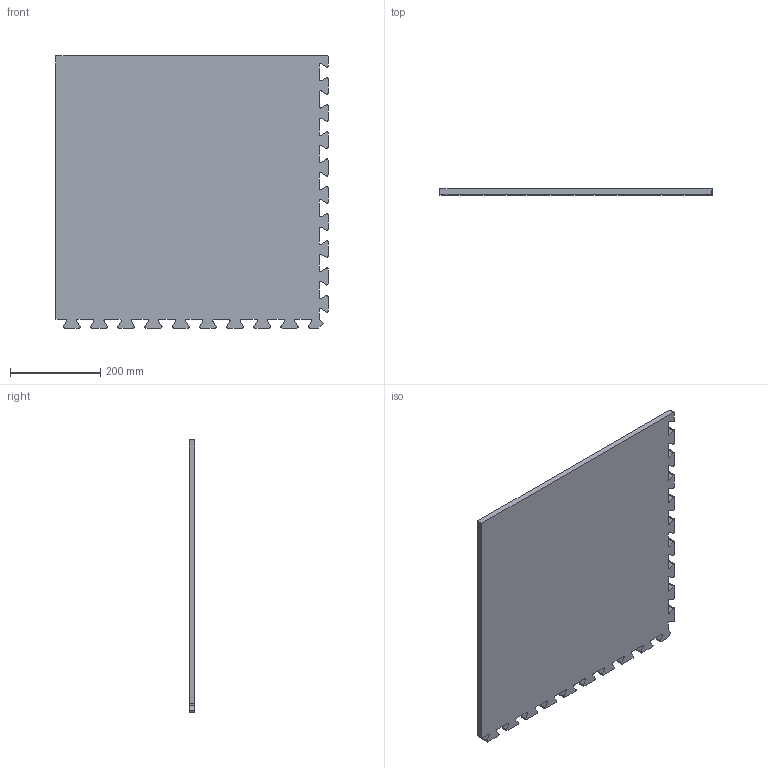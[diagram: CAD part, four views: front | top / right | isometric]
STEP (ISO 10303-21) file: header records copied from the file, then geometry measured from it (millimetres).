
FILE_DESCRIPTION(/* description */ (''),/* implementation_level */ '2;1');
FILE_NAME(/* name */ 'Corner soft tile.ipt.stp',/* time_stamp */ '2014-12-18T16:47:44-08:00',/* author */ ('Autodesk Inc.'),/* organization */ ('Autodesk Inc.'),/* preprocessor_version */ 'ST-DEVELOPER v15.6',/* originating_system */ 'Autodesk Inventor 2015',/* authorisation */ '');
FILE_SCHEMA (('AUTOMOTIVE_DESIGN { 1 0 10303 214 3 1 1 }'));
Length unit declared in the file: inch
Products named in the file (1): Corner soft tile
Bounding box: 602.83 x 12.7 x 602.83 mm (x, y, z)
Volume: 4470702.2 mm3; surface area: 747312.2 mm2
Topology: 1 solids, 1 shells, 161 faces, 477 edges, 318 vertices
Faces by surface type: plane 85, cylinder 76
Entity records: 5456 total; most frequent: CARTESIAN_POINT 957, ORIENTED_EDGE 954, DIRECTION 953, EDGE_CURVE 477, LINE 325, VECTOR 325, VERTEX_POINT 318, AXIS2_PLACEMENT_3D 314
